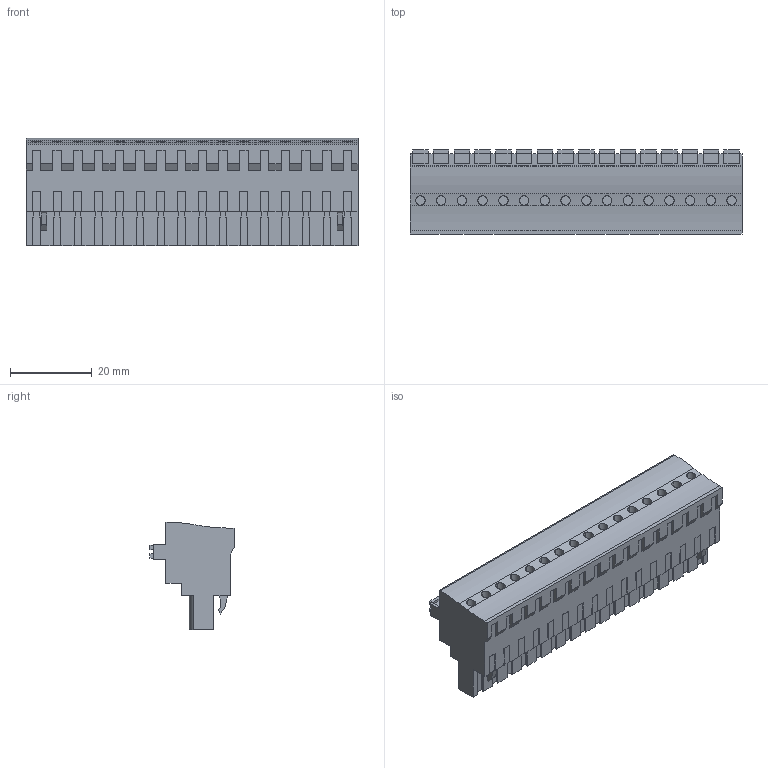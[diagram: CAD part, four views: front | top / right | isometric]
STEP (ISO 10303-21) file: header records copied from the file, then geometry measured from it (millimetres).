
FILE_DESCRIPTION(('CATIA V5 STEP Exchange','CAx-IF Rec.Pracs.--- Model Styling and Organization---1.2---2011-12-15'),'2;1');
FILE_NAME ('D1461167_0_1982840000_1982840000.stp','2017-10-30T15:00:54+00:00',('none'),('Weidmueller'),'CATIA Version 5-6 Release 2014','CATIA V5 STEP AP214','none');
FILE_SCHEMA(('AUTOMOTIVE_DESIGN { 1 0 10303 214 1 1 1 1 }'));
Length unit declared in the file: millimetre
Products named in the file (1): 1982840000
Bounding box: 81.28 x 20.64 x 26.24 mm (x, y, z)
Volume: 23989.2 mm3; surface area: 11534.1 mm2
Topology: 17 solids, 17 shells, 1096 faces, 3057 edges, 2061 vertices
Faces by surface type: plane 933, cylinder 163
Entity records: 31768 total; most frequent: ORIENTED_EDGE 6114, CARTESIAN_POINT 5885, DIRECTION 4045, EDGE_CURVE 3057, VECTOR 2731, LINE 2731, VERTEX_POINT 2061, EDGE_LOOP 1162
